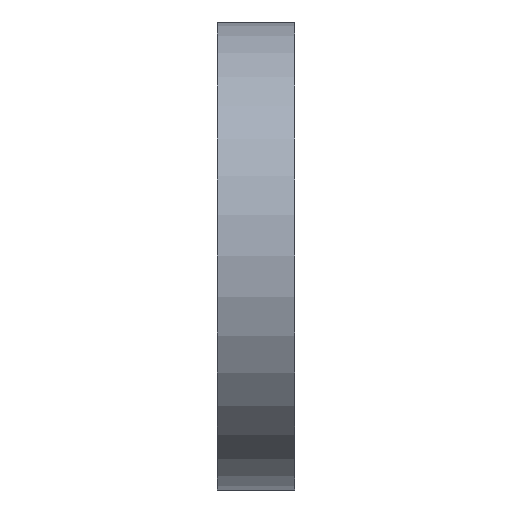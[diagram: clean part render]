
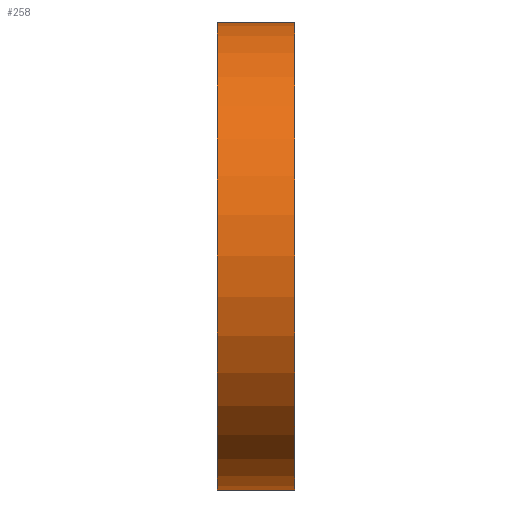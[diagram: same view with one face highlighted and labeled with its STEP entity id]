
A CAD part, left-side view. The second image highlights one B-rep face of the part: STEP entity #258.
In plain terms, the highlighted cylindrical face has radius 4.85 mm (diameter 9.7 mm), a partial arc.
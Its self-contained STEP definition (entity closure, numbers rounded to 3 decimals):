
#6 = LINE ( 'NONE', #866, #519 ) ;
#15 = EDGE_LOOP ( 'NONE', ( #105, #820, #79, #812 ) ) ;
#29 = CARTESIAN_POINT ( 'NONE',  ( 0., 1.6, 4.85 ) ) ;
#79 = ORIENTED_EDGE ( 'NONE', *, *, #1005, .F. ) ;
#105 = ORIENTED_EDGE ( 'NONE', *, *, #107, .T. ) ;
#107 = EDGE_CURVE ( 'NONE', #131, #327, #183, .T. ) ;
#131 = VERTEX_POINT ( 'NONE', #795 ) ;
#183 = CIRCLE ( 'NONE', #401, 4.85 ) ;
#215 = DIRECTION ( 'NONE',  ( 0., 0., 1. ) ) ;
#258 = ADVANCED_FACE ( 'NONE', ( #535 ), #842, .T. ) ;
#275 = EDGE_CURVE ( 'NONE', #710, #327, #763, .T. ) ;
#289 = AXIS2_PLACEMENT_3D ( 'NONE', #909, #359, #215 ) ;
#301 = CARTESIAN_POINT ( 'NONE',  ( 0., 0., 4.85 ) ) ;
#305 = EDGE_CURVE ( 'NONE', #429, #131, #6, .T. ) ;
#327 = VERTEX_POINT ( 'NONE', #301 ) ;
#359 = DIRECTION ( 'NONE',  ( 0., 1., 0. ) ) ;
#376 = DIRECTION ( 'NONE',  ( 0., -1., 0. ) ) ;
#399 = DIRECTION ( 'NONE',  ( 0., -1., 0. ) ) ;
#401 = AXIS2_PLACEMENT_3D ( 'NONE', #653, #962, #579 ) ;
#429 = VERTEX_POINT ( 'NONE', #981 ) ;
#438 = AXIS2_PLACEMENT_3D ( 'NONE', #540, #481, #696 ) ;
#481 = DIRECTION ( 'NONE',  ( 0., -1., 0. ) ) ;
#519 = VECTOR ( 'NONE', #399, 1000. ) ;
#535 = FACE_OUTER_BOUND ( 'NONE', #15, .T. ) ;
#540 = CARTESIAN_POINT ( 'NONE',  ( 0., 1.6, 0. ) ) ;
#579 = DIRECTION ( 'NONE',  ( 0., 0., 1. ) ) ;
#653 = CARTESIAN_POINT ( 'NONE',  ( 0., 0., 0. ) ) ;
#696 = DIRECTION ( 'NONE',  ( 0., 0., -1. ) ) ;
#710 = VERTEX_POINT ( 'NONE', #29 ) ;
#732 = CIRCLE ( 'NONE', #289, 4.85 ) ;
#763 = LINE ( 'NONE', #933, #851 ) ;
#795 = CARTESIAN_POINT ( 'NONE',  ( 0., 0., -4.85 ) ) ;
#812 = ORIENTED_EDGE ( 'NONE', *, *, #305, .T. ) ;
#820 = ORIENTED_EDGE ( 'NONE', *, *, #275, .F. ) ;
#842 = CYLINDRICAL_SURFACE ( 'NONE', #438, 4.85 ) ;
#851 = VECTOR ( 'NONE', #376, 1000. ) ;
#866 = CARTESIAN_POINT ( 'NONE',  ( 0., 1.6, -4.85 ) ) ;
#909 = CARTESIAN_POINT ( 'NONE',  ( 0., 1.6, 0. ) ) ;
#933 = CARTESIAN_POINT ( 'NONE',  ( 0., 1.6, 4.85 ) ) ;
#962 = DIRECTION ( 'NONE',  ( 0., 1., 0. ) ) ;
#981 = CARTESIAN_POINT ( 'NONE',  ( 0., 1.6, -4.85 ) ) ;
#1005 = EDGE_CURVE ( 'NONE', #429, #710, #732, .T. ) ;
